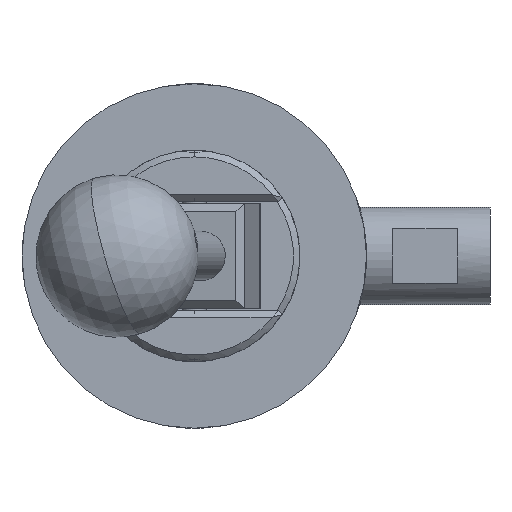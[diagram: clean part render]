
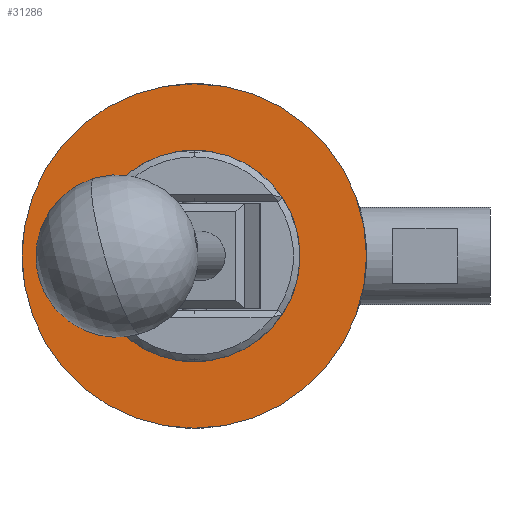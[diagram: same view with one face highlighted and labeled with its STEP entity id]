
A CAD part, front view. The second image highlights one B-rep face of the part: STEP entity #31286.
In plain terms, the highlighted planar face has unit normal (0, -1, 0).
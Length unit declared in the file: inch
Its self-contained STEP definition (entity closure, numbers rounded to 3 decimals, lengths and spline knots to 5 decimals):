
#1316 = CIRCLE ( 'NONE', #22575, 0.46 ) ;
#1810 = EDGE_LOOP ( 'NONE', ( #13503, #8167 ) ) ;
#1958 = DIRECTION ( 'NONE',  ( 0., 1., 0. ) ) ;
#3134 = VERTEX_POINT ( 'NONE', #10097 ) ;
#4341 = AXIS2_PLACEMENT_3D ( 'NONE', #12409, #25682, #34360 ) ;
#5493 = CIRCLE ( 'NONE', #4341, 1.325 ) ;
#5551 = CARTESIAN_POINT ( 'NONE',  ( 0., -1.1875, -1.325 ) ) ;
#6920 = PLANE ( 'NONE',  #28711 ) ;
#7144 = CARTESIAN_POINT ( 'NONE',  ( 0., -1.1875, 0. ) ) ;
#7178 = EDGE_LOOP ( 'NONE', ( #27352, #31039 ) ) ;
#8071 = VERTEX_POINT ( 'NONE', #25747 ) ;
#8167 = ORIENTED_EDGE ( 'NONE', *, *, #26764, .T. ) ;
#9197 = VERTEX_POINT ( 'NONE', #5551 ) ;
#10097 = CARTESIAN_POINT ( 'NONE',  ( 0., -1.1875, 0.46 ) ) ;
#10199 = DIRECTION ( 'NONE',  ( 0., 0., -1. ) ) ;
#12409 = CARTESIAN_POINT ( 'NONE',  ( 0., -1.1875, 0. ) ) ;
#13503 = ORIENTED_EDGE ( 'NONE', *, *, #24075, .T. ) ;
#14400 = CARTESIAN_POINT ( 'NONE',  ( 0., -1.1875, 0. ) ) ;
#14906 = DIRECTION ( 'NONE',  ( 0., 1., 0. ) ) ;
#15970 = EDGE_CURVE ( 'NONE', #32232, #9197, #21191, .T. ) ;
#18221 = CARTESIAN_POINT ( 'NONE',  ( 0., -1.1875, 1.325 ) ) ;
#19972 = AXIS2_PLACEMENT_3D ( 'NONE', #14400, #22316, #30063 ) ;
#20067 = DIRECTION ( 'NONE',  ( 0., 0., -1. ) ) ;
#21191 = CIRCLE ( 'NONE', #35600, 1.325 ) ;
#21388 = DIRECTION ( 'NONE',  ( 0., 0., -1. ) ) ;
#22316 = DIRECTION ( 'NONE',  ( 0., 1., 0. ) ) ;
#22575 = AXIS2_PLACEMENT_3D ( 'NONE', #7144, #14906, #10199 ) ;
#24075 = EDGE_CURVE ( 'NONE', #8071, #3134, #26309, .T. ) ;
#25682 = DIRECTION ( 'NONE',  ( 0., 1., 0. ) ) ;
#25747 = CARTESIAN_POINT ( 'NONE',  ( 0., -1.1875, -0.46 ) ) ;
#26309 = CIRCLE ( 'NONE', #19972, 0.46 ) ;
#26764 = EDGE_CURVE ( 'NONE', #3134, #8071, #1316, .T. ) ;
#26991 = CARTESIAN_POINT ( 'NONE',  ( 0., -1.1875, 0. ) ) ;
#27352 = ORIENTED_EDGE ( 'NONE', *, *, #29833, .F. ) ;
#28007 = CARTESIAN_POINT ( 'NONE',  ( -1.325, -1.1875, 0. ) ) ;
#28711 = AXIS2_PLACEMENT_3D ( 'NONE', #28007, #33779, #20067 ) ;
#28744 = FACE_OUTER_BOUND ( 'NONE', #7178, .T. ) ;
#29833 = EDGE_CURVE ( 'NONE', #9197, #32232, #5493, .T. ) ;
#30063 = DIRECTION ( 'NONE',  ( 0., 0., -1. ) ) ;
#31039 = ORIENTED_EDGE ( 'NONE', *, *, #15970, .F. ) ;
#31286 = ADVANCED_FACE ( 'NONE', ( #34120, #28744 ), #6920, .F. ) ;
#32232 = VERTEX_POINT ( 'NONE', #18221 ) ;
#33779 = DIRECTION ( 'NONE',  ( 0., 1., 0. ) ) ;
#34120 = FACE_BOUND ( 'NONE', #1810, .T. ) ;
#34360 = DIRECTION ( 'NONE',  ( 0., 0., -1. ) ) ;
#35600 = AXIS2_PLACEMENT_3D ( 'NONE', #26991, #1958, #21388 ) ;
